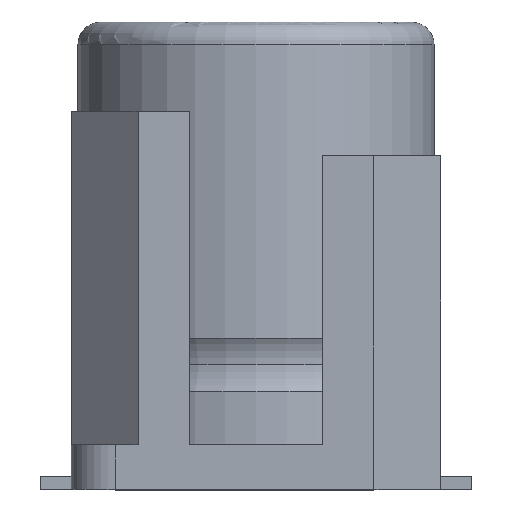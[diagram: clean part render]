
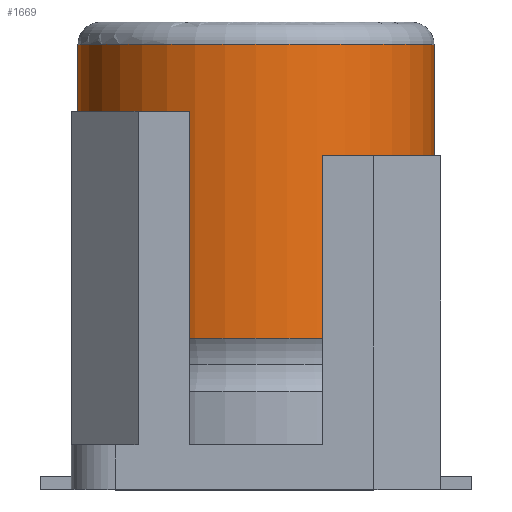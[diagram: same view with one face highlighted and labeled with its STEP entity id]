
A CAD part, top view. The second image highlights one B-rep face of the part: STEP entity #1669.
In plain terms, the highlighted cylindrical face has radius 4 mm (diameter 8 mm), a partial arc.
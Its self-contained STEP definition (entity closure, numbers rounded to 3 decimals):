
#81 = CIRCLE ( 'NONE', #1751, 4. ) ;
#113 = VECTOR ( 'NONE', #3628, 1000. ) ;
#210 = ORIENTED_EDGE ( 'NONE', *, *, #3106, .F. ) ;
#213 = CARTESIAN_POINT ( 'NONE',  ( 4., 9.5, 0. ) ) ;
#235 = CARTESIAN_POINT ( 'NONE',  ( -4., 9., 0. ) ) ;
#238 = DIRECTION ( 'NONE',  ( 1., 0., 0. ) ) ;
#257 = DIRECTION ( 'NONE',  ( 0., -1., 0. ) ) ;
#351 = CARTESIAN_POINT ( 'NONE',  ( 0., 2.4, 0. ) ) ;
#576 = VERTEX_POINT ( 'NONE', #1998 ) ;
#644 = DIRECTION ( 'NONE',  ( 0., -1., 0. ) ) ;
#680 = VERTEX_POINT ( 'NONE', #1085 ) ;
#921 = ORIENTED_EDGE ( 'NONE', *, *, #3149, .T. ) ;
#1085 = CARTESIAN_POINT ( 'NONE',  ( 4., 2.4, 0. ) ) ;
#1111 = EDGE_CURVE ( 'NONE', #2826, #680, #2942, .T. ) ;
#1158 = AXIS2_PLACEMENT_3D ( 'NONE', #3218, #257, #238 ) ;
#1420 = AXIS2_PLACEMENT_3D ( 'NONE', #351, #3028, #1809 ) ;
#1498 = LINE ( 'NONE', #1842, #113 ) ;
#1518 = ORIENTED_EDGE ( 'NONE', *, *, #1869, .T. ) ;
#1574 = VECTOR ( 'NONE', #1702, 1000. ) ;
#1669 = ADVANCED_FACE ( 'NONE', ( #2167 ), #2774, .T. ) ;
#1702 = DIRECTION ( 'NONE',  ( 0., -1., 0. ) ) ;
#1751 = AXIS2_PLACEMENT_3D ( 'NONE', #3058, #644, #3359 ) ;
#1809 = DIRECTION ( 'NONE',  ( 1., 0., 0. ) ) ;
#1842 = CARTESIAN_POINT ( 'NONE',  ( -4., 9.5, 0. ) ) ;
#1869 = EDGE_CURVE ( 'NONE', #2826, #2581, #81, .T. ) ;
#1998 = CARTESIAN_POINT ( 'NONE',  ( -4., 2.4, 0. ) ) ;
#2167 = FACE_OUTER_BOUND ( 'NONE', #2589, .T. ) ;
#2581 = VERTEX_POINT ( 'NONE', #235 ) ;
#2589 = EDGE_LOOP ( 'NONE', ( #1518, #921, #210, #3142 ) ) ;
#2757 = CIRCLE ( 'NONE', #1420, 4. ) ;
#2774 = CYLINDRICAL_SURFACE ( 'NONE', #1158, 4. ) ;
#2826 = VERTEX_POINT ( 'NONE', #3485 ) ;
#2942 = LINE ( 'NONE', #213, #1574 ) ;
#3028 = DIRECTION ( 'NONE',  ( 0., -1., 0. ) ) ;
#3058 = CARTESIAN_POINT ( 'NONE',  ( 0., 9., 0. ) ) ;
#3106 = EDGE_CURVE ( 'NONE', #680, #576, #2757, .T. ) ;
#3142 = ORIENTED_EDGE ( 'NONE', *, *, #1111, .F. ) ;
#3149 = EDGE_CURVE ( 'NONE', #2581, #576, #1498, .T. ) ;
#3218 = CARTESIAN_POINT ( 'NONE',  ( 0., 9.5, 0. ) ) ;
#3359 = DIRECTION ( 'NONE',  ( -1., 0., 0. ) ) ;
#3485 = CARTESIAN_POINT ( 'NONE',  ( 4., 9., 0. ) ) ;
#3628 = DIRECTION ( 'NONE',  ( 0., -1., 0. ) ) ;
